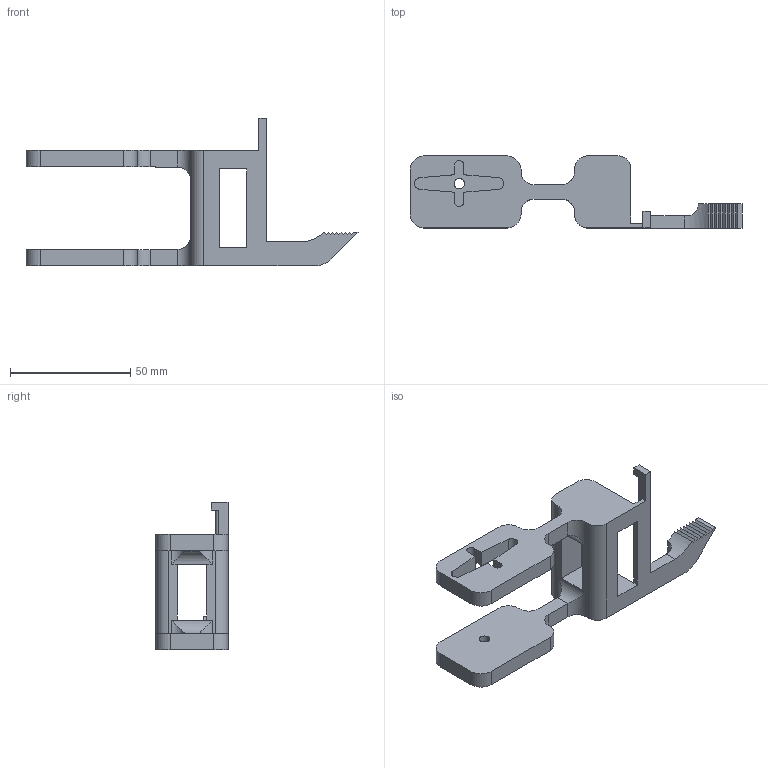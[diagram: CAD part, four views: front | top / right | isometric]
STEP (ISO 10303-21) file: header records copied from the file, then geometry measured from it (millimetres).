
FILE_DESCRIPTION (( 'STEP AP214' ), '1' );
FILE_NAME ('endEffector_elbowBody_001.STEP', '2024-12-15T00:55:04', ( '' ), ( '' ), 'SwSTEP 2.0', 'SolidWorks 2024', '' );
FILE_SCHEMA (( 'AUTOMOTIVE_DESIGN' ));
Length unit declared in the file: millimetre
Products named in the file (1): endEffector_elbowBody_001
Bounding box: 138.18 x 30 x 61.56 mm (x, y, z)
Volume: 41193 mm3; surface area: 17921 mm2
Topology: 1 solids, 1 shells, 111 faces, 315 edges, 207 vertices
Faces by surface type: plane 69, cylinder 42
Entity records: 3647 total; most frequent: CARTESIAN_POINT 663, ORIENTED_EDGE 630, DIRECTION 610, EDGE_CURVE 315, VECTOR 234, LINE 234, VERTEX_POINT 207, AXIS2_PLACEMENT_3D 188
